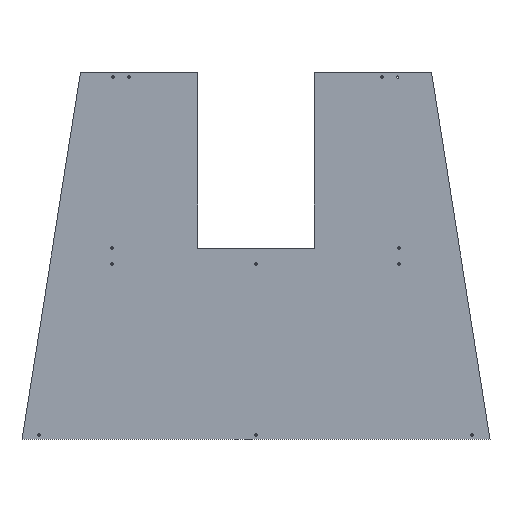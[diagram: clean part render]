
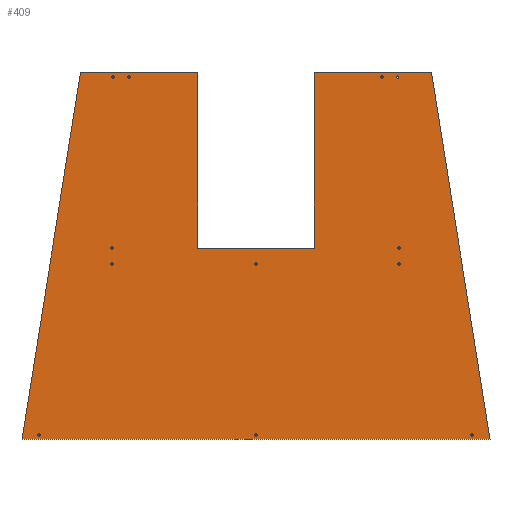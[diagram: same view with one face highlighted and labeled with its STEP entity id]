
A CAD part, left-side view. The second image highlights one B-rep face of the part: STEP entity #409.
In plain terms, the highlighted planar face has unit normal (-1, 0, 0).
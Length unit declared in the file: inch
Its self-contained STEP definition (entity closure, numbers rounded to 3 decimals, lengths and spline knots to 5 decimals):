
#27=FACE_BOUND('',#110,.T.);
#28=FACE_BOUND('',#111,.T.);
#29=FACE_BOUND('',#112,.T.);
#30=FACE_BOUND('',#113,.T.);
#31=FACE_BOUND('',#114,.T.);
#32=FACE_BOUND('',#115,.T.);
#33=FACE_BOUND('',#116,.T.);
#34=FACE_BOUND('',#117,.T.);
#35=FACE_BOUND('',#118,.T.);
#36=FACE_BOUND('',#119,.T.);
#37=FACE_BOUND('',#120,.T.);
#38=FACE_BOUND('',#121,.T.);
#63=CIRCLE('',#440,0.1325);
#64=CIRCLE('',#441,0.1325);
#65=CIRCLE('',#442,0.1325);
#66=CIRCLE('',#443,0.1325);
#67=CIRCLE('',#444,0.1325);
#68=CIRCLE('',#445,0.1325);
#69=CIRCLE('',#446,0.1325);
#70=CIRCLE('',#447,0.1325);
#71=CIRCLE('',#448,0.1325);
#72=CIRCLE('',#449,0.1325);
#73=CIRCLE('',#450,0.1325);
#74=CIRCLE('',#451,0.1325);
#87=FACE_OUTER_BOUND('',#109,.T.);
#109=EDGE_LOOP('',(#303,#304,#305,#306,#307,#308,#309,#310));
#110=EDGE_LOOP('',(#311));
#111=EDGE_LOOP('',(#312));
#112=EDGE_LOOP('',(#313));
#113=EDGE_LOOP('',(#314));
#114=EDGE_LOOP('',(#315));
#115=EDGE_LOOP('',(#316));
#116=EDGE_LOOP('',(#317));
#117=EDGE_LOOP('',(#318));
#118=EDGE_LOOP('',(#319));
#119=EDGE_LOOP('',(#320));
#120=EDGE_LOOP('',(#321));
#121=EDGE_LOOP('',(#322));
#167=LINE('',#607,#191);
#168=LINE('',#609,#192);
#169=LINE('',#611,#193);
#170=LINE('',#613,#194);
#171=LINE('',#615,#195);
#172=LINE('',#617,#196);
#173=LINE('',#619,#197);
#174=LINE('',#620,#198);
#191=VECTOR('',#489,19.5);
#192=VECTOR('',#490,13.);
#193=VECTOR('',#491,19.5);
#194=VECTOR('',#492,13.);
#195=VECTOR('',#493,41.26515);
#196=VECTOR('',#494,52.);
#197=VECTOR('',#495,41.26515);
#198=VECTOR('',#496,13.);
#215=VERTEX_POINT('',#605);
#216=VERTEX_POINT('',#606);
#217=VERTEX_POINT('',#608);
#218=VERTEX_POINT('',#610);
#219=VERTEX_POINT('',#612);
#220=VERTEX_POINT('',#614);
#221=VERTEX_POINT('',#616);
#222=VERTEX_POINT('',#618);
#223=VERTEX_POINT('',#621);
#224=VERTEX_POINT('',#623);
#225=VERTEX_POINT('',#625);
#226=VERTEX_POINT('',#627);
#227=VERTEX_POINT('',#629);
#228=VERTEX_POINT('',#631);
#229=VERTEX_POINT('',#633);
#230=VERTEX_POINT('',#635);
#231=VERTEX_POINT('',#637);
#232=VERTEX_POINT('',#639);
#233=VERTEX_POINT('',#641);
#234=VERTEX_POINT('',#643);
#255=EDGE_CURVE('',#215,#216,#167,.T.);
#256=EDGE_CURVE('',#217,#215,#168,.T.);
#257=EDGE_CURVE('',#217,#218,#169,.T.);
#258=EDGE_CURVE('',#218,#219,#170,.T.);
#259=EDGE_CURVE('',#220,#219,#171,.T.);
#260=EDGE_CURVE('',#220,#221,#172,.T.);
#261=EDGE_CURVE('',#222,#221,#173,.T.);
#262=EDGE_CURVE('',#222,#216,#174,.T.);
#263=EDGE_CURVE('',#223,#223,#63,.T.);
#264=EDGE_CURVE('',#224,#224,#64,.T.);
#265=EDGE_CURVE('',#225,#225,#65,.T.);
#266=EDGE_CURVE('',#226,#226,#66,.T.);
#267=EDGE_CURVE('',#227,#227,#67,.T.);
#268=EDGE_CURVE('',#228,#228,#68,.T.);
#269=EDGE_CURVE('',#229,#229,#69,.T.);
#270=EDGE_CURVE('',#230,#230,#70,.T.);
#271=EDGE_CURVE('',#231,#231,#71,.T.);
#272=EDGE_CURVE('',#232,#232,#72,.T.);
#273=EDGE_CURVE('',#233,#233,#73,.T.);
#274=EDGE_CURVE('',#234,#234,#74,.T.);
#303=ORIENTED_EDGE('',*,*,#255,.F.);
#304=ORIENTED_EDGE('',*,*,#256,.F.);
#305=ORIENTED_EDGE('',*,*,#257,.T.);
#306=ORIENTED_EDGE('',*,*,#258,.T.);
#307=ORIENTED_EDGE('',*,*,#259,.F.);
#308=ORIENTED_EDGE('',*,*,#260,.T.);
#309=ORIENTED_EDGE('',*,*,#261,.F.);
#310=ORIENTED_EDGE('',*,*,#262,.T.);
#311=ORIENTED_EDGE('',*,*,#263,.F.);
#312=ORIENTED_EDGE('',*,*,#264,.F.);
#313=ORIENTED_EDGE('',*,*,#265,.F.);
#314=ORIENTED_EDGE('',*,*,#266,.F.);
#315=ORIENTED_EDGE('',*,*,#267,.F.);
#316=ORIENTED_EDGE('',*,*,#268,.F.);
#317=ORIENTED_EDGE('',*,*,#269,.F.);
#318=ORIENTED_EDGE('',*,*,#270,.F.);
#319=ORIENTED_EDGE('',*,*,#271,.F.);
#320=ORIENTED_EDGE('',*,*,#272,.F.);
#321=ORIENTED_EDGE('',*,*,#273,.F.);
#322=ORIENTED_EDGE('',*,*,#274,.F.);
#399=PLANE('',#439);
#409=ADVANCED_FACE('',(#87,#27,#28,#29,#30,#31,#32,#33,#34,#35,#36,#37,
#38),#399,.F.);
#439=AXIS2_PLACEMENT_3D('',#604,#487,#488);
#440=AXIS2_PLACEMENT_3D('',#622,#497,#498);
#441=AXIS2_PLACEMENT_3D('',#624,#499,#500);
#442=AXIS2_PLACEMENT_3D('',#626,#501,#502);
#443=AXIS2_PLACEMENT_3D('',#628,#503,#504);
#444=AXIS2_PLACEMENT_3D('',#630,#505,#506);
#445=AXIS2_PLACEMENT_3D('',#632,#507,#508);
#446=AXIS2_PLACEMENT_3D('',#634,#509,#510);
#447=AXIS2_PLACEMENT_3D('',#636,#511,#512);
#448=AXIS2_PLACEMENT_3D('',#638,#513,#514);
#449=AXIS2_PLACEMENT_3D('',#640,#515,#516);
#450=AXIS2_PLACEMENT_3D('',#642,#517,#518);
#451=AXIS2_PLACEMENT_3D('',#644,#519,#520);
#487=DIRECTION('center_axis',(1.,0.,0.));
#488=DIRECTION('ref_axis',(0.,-1.,0.));
#489=DIRECTION('',(0.,0.,1.));
#490=DIRECTION('',(0.,-1.,0.));
#491=DIRECTION('',(0.,0.,1.));
#492=DIRECTION('',(0.,1.,0.));
#493=DIRECTION('',(0.,-0.158,0.988));
#494=DIRECTION('',(0.,-1.,0.));
#495=DIRECTION('',(0.,-0.158,-0.988));
#496=DIRECTION('',(0.,1.,0.));
#497=DIRECTION('center_axis',(-1.,0.,0.));
#498=DIRECTION('ref_axis',(0.,0.,1.));
#499=DIRECTION('center_axis',(-1.,0.,0.));
#500=DIRECTION('ref_axis',(0.,0.,1.));
#501=DIRECTION('center_axis',(-1.,0.,0.));
#502=DIRECTION('ref_axis',(0.,0.,1.));
#503=DIRECTION('center_axis',(-1.,0.,0.));
#504=DIRECTION('ref_axis',(0.,0.,1.));
#505=DIRECTION('center_axis',(-1.,0.,0.));
#506=DIRECTION('ref_axis',(0.,0.,1.));
#507=DIRECTION('center_axis',(-1.,0.,0.));
#508=DIRECTION('ref_axis',(0.,0.,1.));
#509=DIRECTION('center_axis',(-1.,0.,0.));
#510=DIRECTION('ref_axis',(0.,0.,1.));
#511=DIRECTION('center_axis',(-1.,0.,0.));
#512=DIRECTION('ref_axis',(0.,0.,1.));
#513=DIRECTION('center_axis',(-1.,0.,0.));
#514=DIRECTION('ref_axis',(0.,0.,1.));
#515=DIRECTION('center_axis',(-1.,0.,0.));
#516=DIRECTION('ref_axis',(0.,0.,1.));
#517=DIRECTION('center_axis',(-1.,0.,0.));
#518=DIRECTION('ref_axis',(0.,0.,1.));
#519=DIRECTION('center_axis',(-1.,0.,0.));
#520=DIRECTION('ref_axis',(0.,0.,1.));
#604=CARTESIAN_POINT('Origin',(0.,0.,0.));
#605=CARTESIAN_POINT('',(0.,-6.5,21.25));
#606=CARTESIAN_POINT('',(0.,-6.5,40.75));
#607=CARTESIAN_POINT('',(0.,-6.5,21.25));
#608=CARTESIAN_POINT('',(0.,6.5,21.25));
#609=CARTESIAN_POINT('',(0.,6.5,21.25));
#610=CARTESIAN_POINT('',(0.,6.5,40.75));
#611=CARTESIAN_POINT('',(0.,6.5,21.25));
#612=CARTESIAN_POINT('',(0.,19.5,40.75));
#613=CARTESIAN_POINT('',(0.,6.5,40.75));
#614=CARTESIAN_POINT('',(0.,26.,0.));
#615=CARTESIAN_POINT('',(0.,26.,0.));
#616=CARTESIAN_POINT('',(0.,-26.,0.));
#617=CARTESIAN_POINT('',(0.,26.,0.));
#618=CARTESIAN_POINT('',(0.,-19.5,40.75));
#619=CARTESIAN_POINT('',(0.,-19.5,40.75));
#620=CARTESIAN_POINT('',(0.,-19.5,40.75));
#621=CARTESIAN_POINT('',(0.,-24.,0.6325));
#622=CARTESIAN_POINT('Origin',(0.,-24.,0.5));
#623=CARTESIAN_POINT('',(0.,0.,0.6325));
#624=CARTESIAN_POINT('Origin',(0.,0.,0.5));
#625=CARTESIAN_POINT('',(0.,24.125,0.6325));
#626=CARTESIAN_POINT('Origin',(0.,24.125,0.5));
#627=CARTESIAN_POINT('',(0.,16.,19.6325));
#628=CARTESIAN_POINT('Origin',(0.,16.,19.5));
#629=CARTESIAN_POINT('',(0.,16.,21.3825));
#630=CARTESIAN_POINT('Origin',(0.,16.,21.25));
#631=CARTESIAN_POINT('',(0.,0.,19.6325));
#632=CARTESIAN_POINT('Origin',(0.,0.,19.5));
#633=CARTESIAN_POINT('',(0.,-15.875,19.6325));
#634=CARTESIAN_POINT('Origin',(0.,-15.875,19.5));
#635=CARTESIAN_POINT('',(0.,-15.875,21.3825));
#636=CARTESIAN_POINT('Origin',(0.,-15.875,21.25));
#637=CARTESIAN_POINT('',(0.,-15.75,40.3825));
#638=CARTESIAN_POINT('Origin',(0.,-15.75,40.25));
#639=CARTESIAN_POINT('',(0.,-14.,40.3825));
#640=CARTESIAN_POINT('Origin',(0.,-14.,40.25));
#641=CARTESIAN_POINT('',(0.,15.875,40.3825));
#642=CARTESIAN_POINT('Origin',(0.,15.875,40.25));
#643=CARTESIAN_POINT('',(0.,14.125,40.3825));
#644=CARTESIAN_POINT('Origin',(0.,14.125,40.25));
